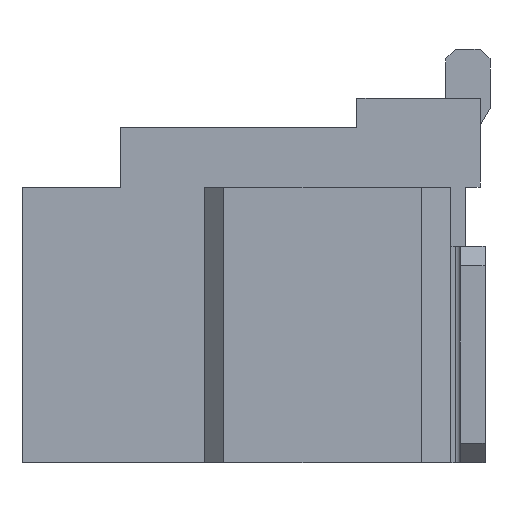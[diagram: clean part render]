
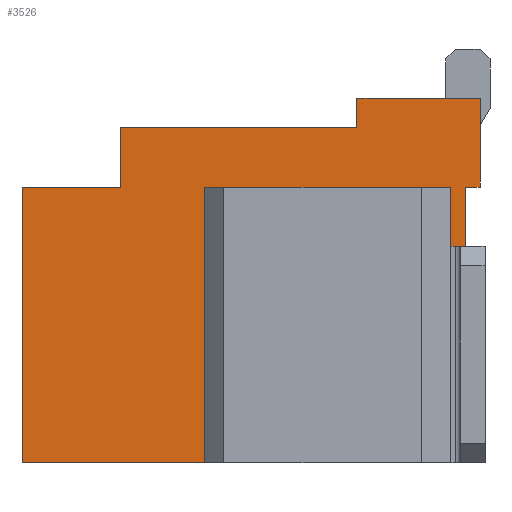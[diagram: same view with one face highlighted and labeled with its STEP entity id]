
A CAD part, left-side view. The second image highlights one B-rep face of the part: STEP entity #3526.
In plain terms, the highlighted planar face has unit normal (-1, 0, 0).
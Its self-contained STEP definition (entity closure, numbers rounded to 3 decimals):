
#161=DIRECTION('',(0.,0.,1.));
#162=VECTOR('',#161,2.8);
#163=CARTESIAN_POINT('',(-2.75,0.975,-1.6));
#164=LINE('',#163,#162);
#465=DIRECTION('',(0.,-1.,0.));
#466=VECTOR('',#465,1.);
#467=CARTESIAN_POINT('',(-2.75,0.975,1.2));
#468=LINE('',#467,#466);
#469=DIRECTION('',(0.,0.,1.));
#470=VECTOR('',#469,0.6);
#471=CARTESIAN_POINT('',(-2.75,-0.025,1.2));
#472=LINE('',#471,#470);
#473=DIRECTION('',(0.,-1.,0.));
#474=VECTOR('',#473,2.4);
#475=CARTESIAN_POINT('',(-2.75,-0.025,1.8));
#476=LINE('',#475,#474);
#477=DIRECTION('',(0.,0.,-1.));
#478=VECTOR('',#477,0.3);
#479=CARTESIAN_POINT('',(-2.75,-2.425,2.1));
#480=LINE('',#479,#478);
#481=DIRECTION('',(0.,1.,0.));
#482=VECTOR('',#481,0.15);
#483=CARTESIAN_POINT('',(-2.75,-3.675,1.2));
#484=LINE('',#483,#482);
#485=DIRECTION('',(0.,0.,1.));
#486=VECTOR('',#485,2.1);
#487=CARTESIAN_POINT('',(-2.75,-3.525,-0.9));
#488=LINE('',#487,#486);
#489=DIRECTION('',(0.,1.,0.));
#490=VECTOR('',#489,0.15);
#491=CARTESIAN_POINT('',(-2.75,-3.675,-0.9));
#492=LINE('',#491,#490);
#493=DIRECTION('',(0.,1.,0.));
#494=VECTOR('',#493,0.3);
#495=CARTESIAN_POINT('',(-2.75,-3.675,-1.6));
#496=LINE('',#495,#494);
#497=DIRECTION('',(0.,0.,1.));
#498=VECTOR('',#497,2.8);
#499=CARTESIAN_POINT('',(-2.75,-3.375,-1.6));
#500=LINE('',#499,#498);
#501=DIRECTION('',(0.,-1.,0.));
#502=VECTOR('',#501,2.5);
#503=CARTESIAN_POINT('',(-2.75,-0.875,1.2));
#504=LINE('',#503,#502);
#505=DIRECTION('',(0.,0.,1.));
#506=VECTOR('',#505,2.8);
#507=CARTESIAN_POINT('',(-2.75,-0.875,-1.6));
#508=LINE('',#507,#506);
#509=DIRECTION('',(0.,1.,0.));
#510=VECTOR('',#509,1.85);
#511=CARTESIAN_POINT('',(-2.75,-0.875,-1.6));
#512=LINE('',#511,#510);
#1307=DIRECTION('',(0.,0.,1.));
#1308=VECTOR('',#1307,0.9);
#1309=CARTESIAN_POINT('',(-2.75,-3.675,1.2));
#1310=LINE('',#1309,#1308);
#1347=DIRECTION('',(0.,0.,1.));
#1348=VECTOR('',#1347,0.7);
#1349=CARTESIAN_POINT('',(-2.75,-3.675,-1.6));
#1350=LINE('',#1349,#1348);
#1403=DIRECTION('',(0.,1.,0.));
#1404=VECTOR('',#1403,1.25);
#1405=CARTESIAN_POINT('',(-2.75,-3.675,2.1));
#1406=LINE('',#1405,#1404);
#2331=CARTESIAN_POINT('',(-2.75,-0.875,1.2));
#2332=CARTESIAN_POINT('',(-2.75,-3.375,1.2));
#2333=VERTEX_POINT('',#2331);
#2334=VERTEX_POINT('',#2332);
#2335=CARTESIAN_POINT('',(-2.75,-0.875,-1.6));
#2336=VERTEX_POINT('',#2335);
#2343=CARTESIAN_POINT('',(-2.75,0.975,-1.6));
#2344=VERTEX_POINT('',#2343);
#2363=CARTESIAN_POINT('',(-2.75,-3.675,2.1));
#2364=VERTEX_POINT('',#2363);
#2369=CARTESIAN_POINT('',(-2.75,-3.675,-1.6));
#2370=VERTEX_POINT('',#2369);
#2387=CARTESIAN_POINT('',(-2.75,-2.425,2.1));
#2388=CARTESIAN_POINT('',(-2.75,-2.425,1.8));
#2389=VERTEX_POINT('',#2387);
#2390=VERTEX_POINT('',#2388);
#2396=CARTESIAN_POINT('',(-2.75,-0.025,1.8));
#2398=VERTEX_POINT('',#2396);
#2517=CARTESIAN_POINT('',(-2.75,0.975,1.2));
#2518=CARTESIAN_POINT('',(-2.75,-0.025,1.2));
#2519=VERTEX_POINT('',#2517);
#2520=VERTEX_POINT('',#2518);
#2739=CARTESIAN_POINT('',(-2.75,-3.375,-1.6));
#2740=VERTEX_POINT('',#2739);
#2995=CARTESIAN_POINT('',(-2.75,-3.675,1.2));
#2997=VERTEX_POINT('',#2995);
#3003=CARTESIAN_POINT('',(-2.75,-3.675,-0.9));
#3005=VERTEX_POINT('',#3003);
#3011=CARTESIAN_POINT('',(-2.75,-3.525,1.2));
#3012=VERTEX_POINT('',#3011);
#3013=CARTESIAN_POINT('',(-2.75,-3.525,-0.9));
#3014=VERTEX_POINT('',#3013);
#3491=CARTESIAN_POINT('',(-2.75,-3.675,-1.6));
#3492=DIRECTION('',(-1.,0.,0.));
#3493=DIRECTION('',(0.,0.,1.));
#3494=AXIS2_PLACEMENT_3D('',#3491,#3492,#3493);
#3495=PLANE('',#3494);
#3497=ORIENTED_EDGE('',*,*,#3496,.T.);
#3499=ORIENTED_EDGE('',*,*,#3498,.T.);
#3501=ORIENTED_EDGE('',*,*,#3500,.T.);
#3502=ORIENTED_EDGE('',*,*,#3095,.F.);
#3504=ORIENTED_EDGE('',*,*,#3503,.F.);
#3506=ORIENTED_EDGE('',*,*,#3505,.F.);
#3508=ORIENTED_EDGE('',*,*,#3507,.T.);
#3510=ORIENTED_EDGE('',*,*,#3509,.F.);
#3512=ORIENTED_EDGE('',*,*,#3511,.F.);
#3514=ORIENTED_EDGE('',*,*,#3513,.F.);
#3515=ORIENTED_EDGE('',*,*,#3377,.T.);
#3517=ORIENTED_EDGE('',*,*,#3516,.T.);
#3519=ORIENTED_EDGE('',*,*,#3518,.F.);
#3521=ORIENTED_EDGE('',*,*,#3520,.F.);
#3522=ORIENTED_EDGE('',*,*,#3355,.T.);
#3523=ORIENTED_EDGE('',*,*,#3215,.T.);
#3524=EDGE_LOOP('',(#3497,#3499,#3501,#3502,#3504,#3506,#3508,#3510,#3512,#3514,
#3515,#3517,#3519,#3521,#3522,#3523));
#3525=FACE_OUTER_BOUND('',#3524,.F.);
#3526=ADVANCED_FACE('',(#3525),#3495,.T.);
#3095=EDGE_CURVE('',#2389,#2390,#480,.T.);
#3215=EDGE_CURVE('',#2344,#2519,#164,.T.);
#3355=EDGE_CURVE('',#2336,#2344,#512,.T.);
#3377=EDGE_CURVE('',#2370,#2740,#496,.T.);
#3496=EDGE_CURVE('',#2519,#2520,#468,.T.);
#3498=EDGE_CURVE('',#2520,#2398,#472,.T.);
#3500=EDGE_CURVE('',#2398,#2390,#476,.T.);
#3503=EDGE_CURVE('',#2364,#2389,#1406,.T.);
#3505=EDGE_CURVE('',#2997,#2364,#1310,.T.);
#3507=EDGE_CURVE('',#2997,#3012,#484,.T.);
#3509=EDGE_CURVE('',#3014,#3012,#488,.T.);
#3511=EDGE_CURVE('',#3005,#3014,#492,.T.);
#3513=EDGE_CURVE('',#2370,#3005,#1350,.T.);
#3516=EDGE_CURVE('',#2740,#2334,#500,.T.);
#3518=EDGE_CURVE('',#2333,#2334,#504,.T.);
#3520=EDGE_CURVE('',#2336,#2333,#508,.T.);
